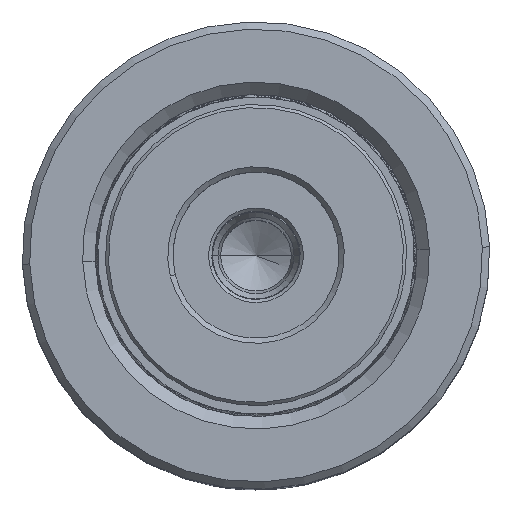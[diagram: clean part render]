
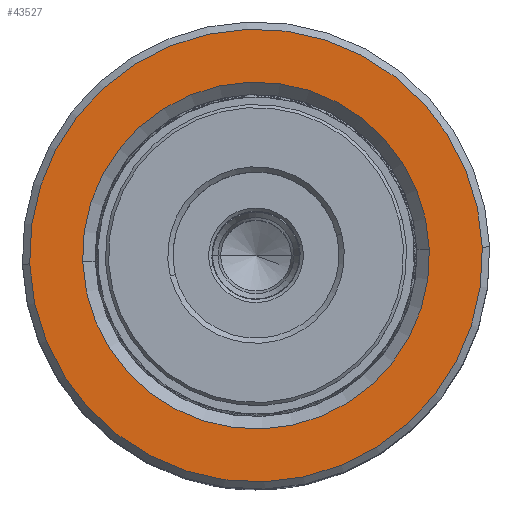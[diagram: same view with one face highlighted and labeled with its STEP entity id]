
A CAD part, top view. The second image highlights one B-rep face of the part: STEP entity #43527.
In plain terms, the highlighted planar face has unit normal (0, 0, 1).
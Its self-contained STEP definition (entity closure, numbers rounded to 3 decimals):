
#1 = AXIS2_PLACEMENT_3D ( 'NONE', #3281, #13989, #42545 ) ;
#1248 = EDGE_CURVE ( 'NONE', #43399, #34517, #4673, .T. ) ;
#2100 = CARTESIAN_POINT ( 'NONE',  ( 16.7, 0., 50. ) ) ;
#3048 = CARTESIAN_POINT ( 'NONE',  ( -16.7, 0., 50. ) ) ;
#3193 = AXIS2_PLACEMENT_3D ( 'NONE', #19534, #33678, #27188 ) ;
#3260 = EDGE_CURVE ( 'NONE', #34517, #43399, #19633, .T. ) ;
#3281 = CARTESIAN_POINT ( 'NONE',  ( 0., 0., 50. ) ) ;
#4673 = CIRCLE ( 'NONE', #3193, 16.7 ) ;
#4760 = AXIS2_PLACEMENT_3D ( 'NONE', #6553, #20523, #13771 ) ;
#5784 = DIRECTION ( 'NONE',  ( 1., 0., 0. ) ) ;
#6380 = AXIS2_PLACEMENT_3D ( 'NONE', #44115, #36898, #5784 ) ;
#6553 = CARTESIAN_POINT ( 'NONE',  ( 0., 0., 50. ) ) ;
#7564 = EDGE_LOOP ( 'NONE', ( #24731, #11663 ) ) ;
#7999 = DIRECTION ( 'NONE',  ( 0., 0., -1. ) ) ;
#9375 = CIRCLE ( 'NONE', #6380, 21.8 ) ;
#10524 = ORIENTED_EDGE ( 'NONE', *, *, #1248, .T. ) ;
#11663 = ORIENTED_EDGE ( 'NONE', *, *, #33445, .T. ) ;
#11834 = ORIENTED_EDGE ( 'NONE', *, *, #3260, .T. ) ;
#13771 = DIRECTION ( 'NONE',  ( 1., 0., 0. ) ) ;
#13989 = DIRECTION ( 'NONE',  ( 0., 0., 1. ) ) ;
#19534 = CARTESIAN_POINT ( 'NONE',  ( 0., 0., 50. ) ) ;
#19633 = CIRCLE ( 'NONE', #38877, 16.7 ) ;
#20523 = DIRECTION ( 'NONE',  ( 0., 0., 1. ) ) ;
#22107 = CARTESIAN_POINT ( 'NONE',  ( 21.8, 0., 50. ) ) ;
#24731 = ORIENTED_EDGE ( 'NONE', *, *, #37548, .T. ) ;
#26077 = EDGE_LOOP ( 'NONE', ( #11834, #10524 ) ) ;
#27188 = DIRECTION ( 'NONE',  ( 1., 0., 0. ) ) ;
#33303 = DIRECTION ( 'NONE',  ( 1., 0., 0. ) ) ;
#33445 = EDGE_CURVE ( 'NONE', #36036, #41272, #33681, .T. ) ;
#33678 = DIRECTION ( 'NONE',  ( 0., 0., -1. ) ) ;
#33681 = CIRCLE ( 'NONE', #4760, 21.8 ) ;
#34517 = VERTEX_POINT ( 'NONE', #2100 ) ;
#34879 = FACE_BOUND ( 'NONE', #26077, .T. ) ;
#35110 = FACE_OUTER_BOUND ( 'NONE', #7564, .T. ) ;
#36036 = VERTEX_POINT ( 'NONE', #22107 ) ;
#36109 = CARTESIAN_POINT ( 'NONE',  ( 0., 0., 50. ) ) ;
#36898 = DIRECTION ( 'NONE',  ( 0., 0., 1. ) ) ;
#37548 = EDGE_CURVE ( 'NONE', #41272, #36036, #9375, .T. ) ;
#38405 = CARTESIAN_POINT ( 'NONE',  ( -21.8, 0., 50. ) ) ;
#38877 = AXIS2_PLACEMENT_3D ( 'NONE', #36109, #7999, #33303 ) ;
#41272 = VERTEX_POINT ( 'NONE', #38405 ) ;
#42545 = DIRECTION ( 'NONE',  ( 1., 0., 0. ) ) ;
#43399 = VERTEX_POINT ( 'NONE', #3048 ) ;
#43527 = ADVANCED_FACE ( 'NONE', ( #35110, #34879 ), #45339, .T. ) ;
#44115 = CARTESIAN_POINT ( 'NONE',  ( 0., 0., 50. ) ) ;
#45339 = PLANE ( 'NONE',  #1 ) ;
